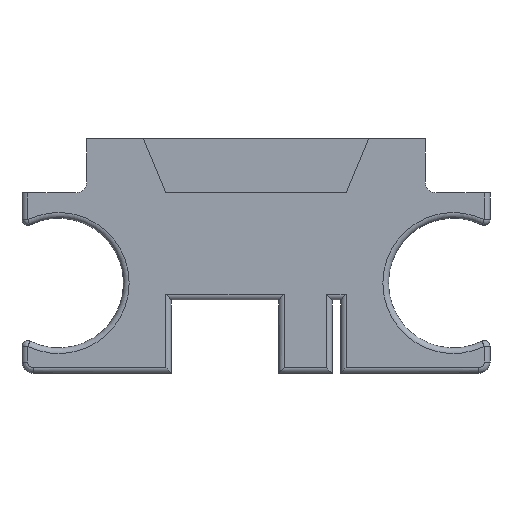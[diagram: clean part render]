
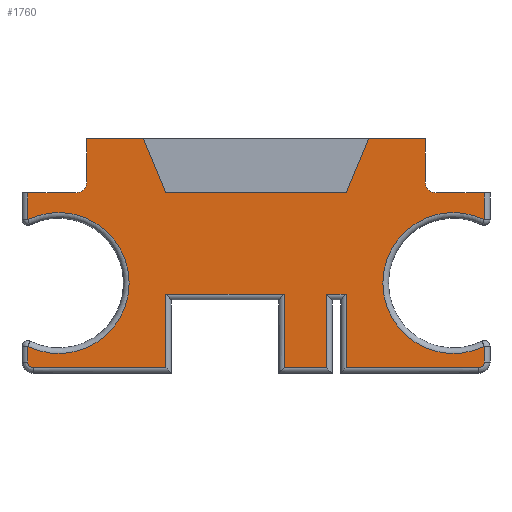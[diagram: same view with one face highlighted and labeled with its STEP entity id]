
A CAD part, front view. The second image highlights one B-rep face of the part: STEP entity #1760.
In plain terms, the highlighted planar face has unit normal (0, -1, 0).
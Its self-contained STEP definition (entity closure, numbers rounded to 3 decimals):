
#114=CIRCLE('',#1885,1.);
#115=CIRCLE('',#1886,6.25);
#116=CIRCLE('',#1887,0.5);
#117=CIRCLE('',#1888,0.5);
#118=CIRCLE('',#1889,6.25);
#119=CIRCLE('',#1890,1.);
#199=FACE_OUTER_BOUND('',#308,.T.);
#308=EDGE_LOOP('',(#1188,#1189,#1190,#1191,#1192,#1193,#1194,#1195,#1196,
#1197,#1198,#1199,#1200,#1201,#1202,#1203,#1204,#1205,#1206,#1207,#1208,
#1209,#1210,#1211,#1212,#1213,#1214,#1215));
#417=LINE('',#2632,#578);
#420=LINE('',#2637,#581);
#422=LINE('',#2643,#583);
#423=LINE('',#2646,#584);
#424=LINE('',#2648,#585);
#425=LINE('',#2652,#586);
#426=LINE('',#2654,#587);
#427=LINE('',#2658,#588);
#428=LINE('',#2662,#589);
#429=LINE('',#2664,#590);
#430=LINE('',#2666,#591);
#431=LINE('',#2668,#592);
#432=LINE('',#2670,#593);
#433=LINE('',#2672,#594);
#434=LINE('',#2674,#595);
#435=LINE('',#2676,#596);
#436=LINE('',#2678,#597);
#437=LINE('',#2682,#598);
#438=LINE('',#2686,#599);
#439=LINE('',#2688,#600);
#440=LINE('',#2692,#601);
#441=LINE('',#2693,#602);
#578=VECTOR('',#2083,10.);
#581=VECTOR('',#2088,10.);
#583=VECTOR('',#2094,10.);
#584=VECTOR('',#2097,10.);
#585=VECTOR('',#2098,10.);
#586=VECTOR('',#2101,10.);
#587=VECTOR('',#2102,10.);
#588=VECTOR('',#2105,10.);
#589=VECTOR('',#2108,10.);
#590=VECTOR('',#2109,10.);
#591=VECTOR('',#2110,10.);
#592=VECTOR('',#2111,10.);
#593=VECTOR('',#2112,10.);
#594=VECTOR('',#2113,10.);
#595=VECTOR('',#2114,10.);
#596=VECTOR('',#2115,10.);
#597=VECTOR('',#2116,10.);
#598=VECTOR('',#2119,10.);
#599=VECTOR('',#2122,10.);
#600=VECTOR('',#2123,10.);
#601=VECTOR('',#2126,10.);
#602=VECTOR('',#2127,10.);
#738=VERTEX_POINT('',#2629);
#739=VERTEX_POINT('',#2631);
#740=VERTEX_POINT('',#2635);
#742=VERTEX_POINT('',#2641);
#743=VERTEX_POINT('',#2645);
#744=VERTEX_POINT('',#2647);
#745=VERTEX_POINT('',#2649);
#746=VERTEX_POINT('',#2651);
#747=VERTEX_POINT('',#2653);
#748=VERTEX_POINT('',#2655);
#749=VERTEX_POINT('',#2657);
#750=VERTEX_POINT('',#2659);
#751=VERTEX_POINT('',#2661);
#752=VERTEX_POINT('',#2663);
#753=VERTEX_POINT('',#2665);
#754=VERTEX_POINT('',#2667);
#755=VERTEX_POINT('',#2669);
#756=VERTEX_POINT('',#2671);
#757=VERTEX_POINT('',#2673);
#758=VERTEX_POINT('',#2675);
#759=VERTEX_POINT('',#2677);
#760=VERTEX_POINT('',#2679);
#761=VERTEX_POINT('',#2681);
#762=VERTEX_POINT('',#2683);
#763=VERTEX_POINT('',#2685);
#764=VERTEX_POINT('',#2687);
#765=VERTEX_POINT('',#2689);
#766=VERTEX_POINT('',#2691);
#905=EDGE_CURVE('',#739,#738,#417,.T.);
#908=EDGE_CURVE('',#738,#740,#420,.T.);
#911=EDGE_CURVE('',#740,#742,#422,.T.);
#912=EDGE_CURVE('',#742,#743,#423,.T.);
#913=EDGE_CURVE('',#743,#744,#424,.T.);
#914=EDGE_CURVE('',#745,#744,#114,.T.);
#915=EDGE_CURVE('',#745,#746,#425,.T.);
#916=EDGE_CURVE('',#747,#746,#426,.T.);
#917=EDGE_CURVE('',#748,#747,#115,.T.);
#918=EDGE_CURVE('',#749,#748,#427,.T.);
#919=EDGE_CURVE('',#750,#749,#116,.T.);
#920=EDGE_CURVE('',#751,#750,#428,.T.);
#921=EDGE_CURVE('',#752,#751,#429,.T.);
#922=EDGE_CURVE('',#753,#752,#430,.T.);
#923=EDGE_CURVE('',#754,#753,#431,.T.);
#924=EDGE_CURVE('',#755,#754,#432,.T.);
#925=EDGE_CURVE('',#756,#755,#433,.T.);
#926=EDGE_CURVE('',#757,#756,#434,.T.);
#927=EDGE_CURVE('',#758,#757,#435,.T.);
#928=EDGE_CURVE('',#759,#758,#436,.T.);
#929=EDGE_CURVE('',#760,#759,#117,.T.);
#930=EDGE_CURVE('',#761,#760,#437,.T.);
#931=EDGE_CURVE('',#762,#761,#118,.T.);
#932=EDGE_CURVE('',#763,#762,#438,.T.);
#933=EDGE_CURVE('',#763,#764,#439,.T.);
#934=EDGE_CURVE('',#765,#764,#119,.T.);
#935=EDGE_CURVE('',#765,#766,#440,.T.);
#936=EDGE_CURVE('',#766,#739,#441,.T.);
#1188=ORIENTED_EDGE('',*,*,#911,.T.);
#1189=ORIENTED_EDGE('',*,*,#912,.T.);
#1190=ORIENTED_EDGE('',*,*,#913,.T.);
#1191=ORIENTED_EDGE('',*,*,#914,.F.);
#1192=ORIENTED_EDGE('',*,*,#915,.T.);
#1193=ORIENTED_EDGE('',*,*,#916,.F.);
#1194=ORIENTED_EDGE('',*,*,#917,.F.);
#1195=ORIENTED_EDGE('',*,*,#918,.F.);
#1196=ORIENTED_EDGE('',*,*,#919,.F.);
#1197=ORIENTED_EDGE('',*,*,#920,.F.);
#1198=ORIENTED_EDGE('',*,*,#921,.F.);
#1199=ORIENTED_EDGE('',*,*,#922,.F.);
#1200=ORIENTED_EDGE('',*,*,#923,.F.);
#1201=ORIENTED_EDGE('',*,*,#924,.F.);
#1202=ORIENTED_EDGE('',*,*,#925,.F.);
#1203=ORIENTED_EDGE('',*,*,#926,.F.);
#1204=ORIENTED_EDGE('',*,*,#927,.F.);
#1205=ORIENTED_EDGE('',*,*,#928,.F.);
#1206=ORIENTED_EDGE('',*,*,#929,.F.);
#1207=ORIENTED_EDGE('',*,*,#930,.F.);
#1208=ORIENTED_EDGE('',*,*,#931,.F.);
#1209=ORIENTED_EDGE('',*,*,#932,.F.);
#1210=ORIENTED_EDGE('',*,*,#933,.T.);
#1211=ORIENTED_EDGE('',*,*,#934,.F.);
#1212=ORIENTED_EDGE('',*,*,#935,.T.);
#1213=ORIENTED_EDGE('',*,*,#936,.T.);
#1214=ORIENTED_EDGE('',*,*,#905,.T.);
#1215=ORIENTED_EDGE('',*,*,#908,.T.);
#1717=PLANE('',#1884);
#1760=ADVANCED_FACE('',(#199),#1717,.F.);
#1884=AXIS2_PLACEMENT_3D('',#2644,#2095,#2096);
#1885=AXIS2_PLACEMENT_3D('',#2650,#2099,#2100);
#1886=AXIS2_PLACEMENT_3D('',#2656,#2103,#2104);
#1887=AXIS2_PLACEMENT_3D('',#2660,#2106,#2107);
#1888=AXIS2_PLACEMENT_3D('',#2680,#2117,#2118);
#1889=AXIS2_PLACEMENT_3D('',#2684,#2120,#2121);
#1890=AXIS2_PLACEMENT_3D('',#2690,#2124,#2125);
#2083=DIRECTION('',(-0.385,0.,-0.923));
#2088=DIRECTION('',(-1.,0.,0.));
#2094=DIRECTION('',(-0.385,0.,0.923));
#2095=DIRECTION('center_axis',(0.,1.,0.));
#2096=DIRECTION('ref_axis',(1.,0.,0.));
#2097=DIRECTION('',(-1.,0.,0.));
#2098=DIRECTION('',(0.,0.,-1.));
#2099=DIRECTION('center_axis',(0.,-1.,0.));
#2100=DIRECTION('ref_axis',(0.707,0.,-0.707));
#2101=DIRECTION('',(-1.,0.,0.));
#2102=DIRECTION('',(0.,0.,1.));
#2103=DIRECTION('center_axis',(0.,-1.,0.));
#2104=DIRECTION('ref_axis',(1.,0.,0.));
#2105=DIRECTION('',(0.,0.,1.));
#2106=DIRECTION('center_axis',(0.,1.,0.));
#2107=DIRECTION('ref_axis',(-0.707,0.,-0.707));
#2108=DIRECTION('',(-1.,0.,0.));
#2109=DIRECTION('',(0.,0.,-1.));
#2110=DIRECTION('',(-1.,0.,0.));
#2111=DIRECTION('',(0.,0.,1.));
#2112=DIRECTION('',(-1.,0.,0.));
#2113=DIRECTION('',(0.,0.,-1.));
#2114=DIRECTION('',(-1.,0.,0.));
#2115=DIRECTION('',(0.,0.,1.));
#2116=DIRECTION('',(-1.,0.,0.));
#2117=DIRECTION('center_axis',(0.,1.,0.));
#2118=DIRECTION('ref_axis',(0.707,0.,-0.707));
#2119=DIRECTION('',(0.,0.,-1.));
#2120=DIRECTION('center_axis',(0.,-1.,0.));
#2121=DIRECTION('ref_axis',(-1.,0.,0.));
#2122=DIRECTION('',(0.,0.,-1.));
#2123=DIRECTION('',(-1.,0.,0.));
#2124=DIRECTION('center_axis',(0.,-1.,0.));
#2125=DIRECTION('ref_axis',(-0.707,0.,-0.707));
#2126=DIRECTION('',(0.,0.,1.));
#2127=DIRECTION('',(-1.,0.,0.));
#2629=CARTESIAN_POINT('',(28.75,0.,16.));
#2631=CARTESIAN_POINT('',(30.75,0.,20.8));
#2632=CARTESIAN_POINT('',(26.738,0.,11.172));
#2635=CARTESIAN_POINT('',(12.75,0.,16.));
#2637=CARTESIAN_POINT('',(16.75,0.,16.));
#2641=CARTESIAN_POINT('',(10.75,0.,20.8));
#2643=CARTESIAN_POINT('',(13.762,0.,13.572));
#2644=CARTESIAN_POINT('Origin',(20.75,0.,8.));
#2645=CARTESIAN_POINT('',(5.75,0.,20.8));
#2646=CARTESIAN_POINT('',(41.5,0.,20.8));
#2647=CARTESIAN_POINT('',(5.75,0.,17.));
#2648=CARTESIAN_POINT('',(5.75,0.,14.4));
#2649=CARTESIAN_POINT('',(4.75,0.,16.));
#2650=CARTESIAN_POINT('Origin',(4.75,0.,17.));
#2651=CARTESIAN_POINT('',(0.5,0.,16.));
#2652=CARTESIAN_POINT('',(11.813,0.,16.));
#2653=CARTESIAN_POINT('',(0.5,0.,13.612));
#2654=CARTESIAN_POINT('',(0.5,0.,10.806));
#2655=CARTESIAN_POINT('',(0.5,0.,2.388));
#2656=CARTESIAN_POINT('Origin',(3.25,0.,8.));
#2657=CARTESIAN_POINT('',(0.5,0.,1.));
#2658=CARTESIAN_POINT('',(0.5,0.,4.5));
#2659=CARTESIAN_POINT('',(1.,0.,0.5));
#2660=CARTESIAN_POINT('Origin',(1.,0.,1.));
#2661=CARTESIAN_POINT('',(12.75,0.,0.5));
#2662=CARTESIAN_POINT('',(30.625,0.,0.5));
#2663=CARTESIAN_POINT('',(12.75,0.,7.));
#2664=CARTESIAN_POINT('',(12.75,0.,4.));
#2665=CARTESIAN_POINT('',(23.25,0.,7.));
#2666=CARTESIAN_POINT('',(17.,0.,7.));
#2667=CARTESIAN_POINT('',(23.25,0.,0.5));
#2668=CARTESIAN_POINT('',(23.25,0.,4.));
#2669=CARTESIAN_POINT('',(27.,0.,0.5));
#2670=CARTESIAN_POINT('',(24.125,0.,0.5));
#2671=CARTESIAN_POINT('',(27.,0.,7.));
#2672=CARTESIAN_POINT('',(27.,0.,7.25));
#2673=CARTESIAN_POINT('',(28.75,0.,7.));
#2674=CARTESIAN_POINT('',(17.,0.,7.));
#2675=CARTESIAN_POINT('',(28.75,0.,0.5));
#2676=CARTESIAN_POINT('',(28.75,0.,7.25));
#2677=CARTESIAN_POINT('',(40.5,0.,0.5));
#2678=CARTESIAN_POINT('',(30.625,0.,0.5));
#2679=CARTESIAN_POINT('',(41.,0.,1.));
#2680=CARTESIAN_POINT('Origin',(40.5,0.,1.));
#2681=CARTESIAN_POINT('',(41.,0.,2.388));
#2682=CARTESIAN_POINT('',(41.,0.,5.194));
#2683=CARTESIAN_POINT('',(41.,0.,13.612));
#2684=CARTESIAN_POINT('Origin',(38.25,0.,8.));
#2685=CARTESIAN_POINT('',(41.,0.,16.));
#2686=CARTESIAN_POINT('',(41.,0.,12.));
#2687=CARTESIAN_POINT('',(36.75,0.,16.));
#2688=CARTESIAN_POINT('',(29.688,0.,16.));
#2689=CARTESIAN_POINT('',(35.75,0.,17.));
#2690=CARTESIAN_POINT('Origin',(36.75,0.,17.));
#2691=CARTESIAN_POINT('',(35.75,0.,20.8));
#2692=CARTESIAN_POINT('',(35.75,0.,14.4));
#2693=CARTESIAN_POINT('',(41.5,0.,20.8));
